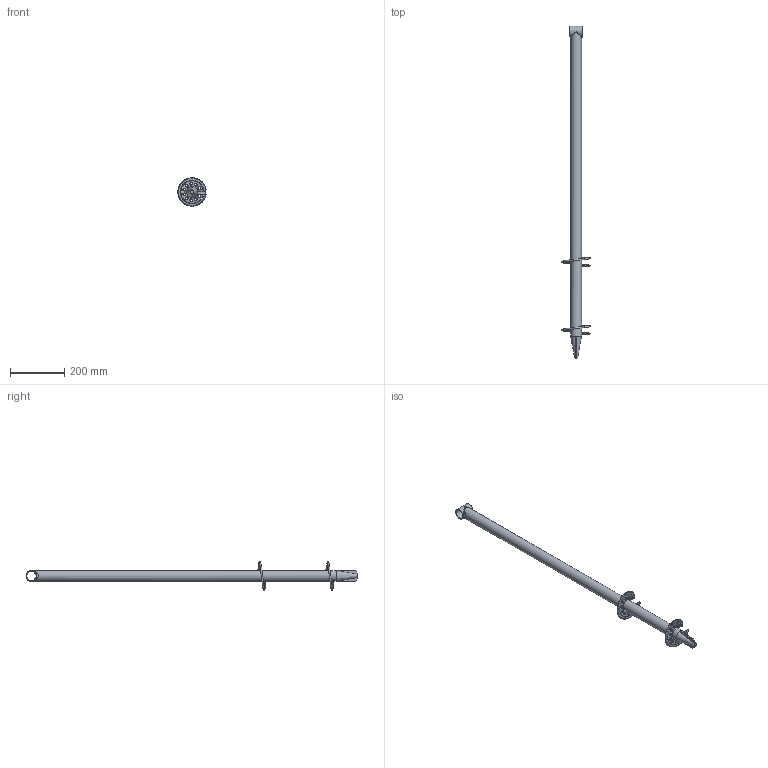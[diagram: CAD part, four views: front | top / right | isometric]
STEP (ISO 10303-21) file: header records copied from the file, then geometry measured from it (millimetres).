
FILE_DESCRIPTION(/* description */ (''),/* implementation_level */ '2;1');
FILE_NAME(/* name */ 'stand (1200) concept 1.stp',/* time_stamp */ '2019-10-09T15:34:27+07:00',/* author */ ('lenovo'),/* organization */ (''),/* preprocessor_version */ 'ST-DEVELOPER v16.13',/* originating_system */ 'Autodesk Inventor 2018',/* authorisation */ '');
FILE_SCHEMA (('AUTOMOTIVE_DESIGN { 1 0 10303 214 3 1 1 }'));
Length unit declared in the file: millimetre
Products named in the file (1): stand (1200) concept 1
Bounding box: 103.31 x 1220 x 103.99 mm (x, y, z)
Volume: 309919.9 mm3; surface area: 319594.1 mm2
Topology: 1 solids, 2 shells, 85 faces, 239 edges, 150 vertices
Faces by surface type: cylinder 29, bspline 28, plane 26, cone 2
Full cylindrical faces by diameter (mm): 10 x20, 34 x1, 37.4 x1, 40 x2
Entity records: 6306 total; most frequent: CARTESIAN_POINT 4395, ORIENTED_EDGE 410, DIRECTION 256, EDGE_CURVE 205, EDGE_LOOP 152, VERTEX_POINT 145, B_SPLINE_CURVE_WITH_KNOTS 94, AXIS2_PLACEMENT_3D 91
